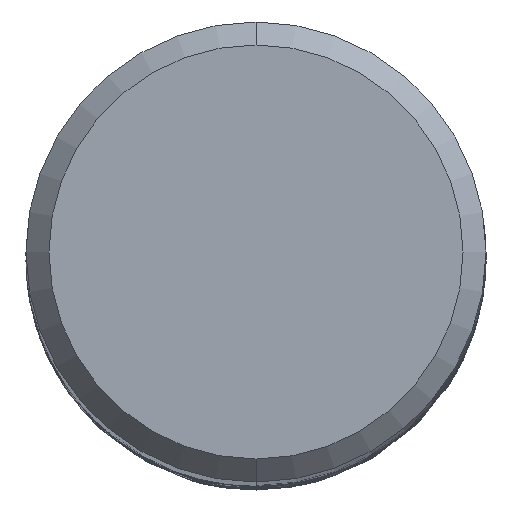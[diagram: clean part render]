
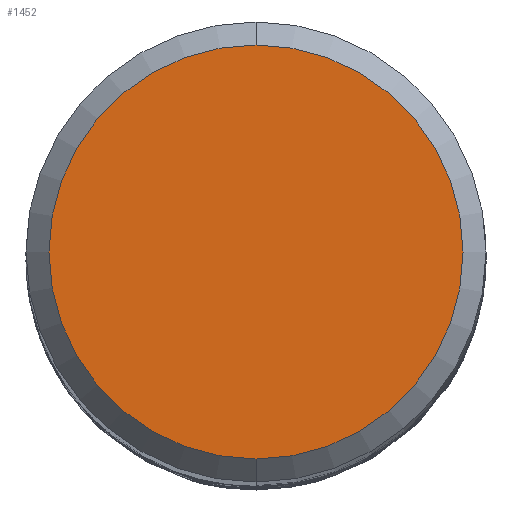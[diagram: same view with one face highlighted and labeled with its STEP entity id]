
A CAD part, top view. The second image highlights one B-rep face of the part: STEP entity #1452.
In plain terms, the highlighted planar face has unit normal (0, 0, 1).
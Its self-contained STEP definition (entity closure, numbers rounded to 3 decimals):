
#860=EDGE_CURVE('',#890,#1702,#2088,.T.);
#890=VERTEX_POINT('',#2122);
#1284=EDGE_CURVE('',#1702,#890,#2557,.T.);
#1452=ADVANCED_FACE('',(#2737),#2738,.T.);
#1702=VERTEX_POINT('',#3002);
#2088=CIRCLE('',#7212,4.5);
#2122=CARTESIAN_POINT('',(0.0,4.5,0.0));
#2557=CIRCLE('',#14125,4.5);
#2737=FACE_OUTER_BOUND('',#15824,.T.);
#2738=PLANE('',#15825);
#3002=CARTESIAN_POINT('',(0.,-4.5,0.0));
#7212=AXIS2_PLACEMENT_3D('',#21605,#21606,#21607);
#14125=AXIS2_PLACEMENT_3D('',#22109,#22110,#22111);
#15824=EDGE_LOOP('',(#22291,#22292));
#15825=AXIS2_PLACEMENT_3D('',#22293,#22294,#22295);
#21605=CARTESIAN_POINT('',(0.0,0.0,0.0));
#21606=DIRECTION('',(0.0,0.0,-1.0));
#21607=DIRECTION('',(0.0,1.0,0.0));
#22109=CARTESIAN_POINT('',(0.0,0.0,0.0));
#22110=DIRECTION('',(0.0,0.0,-1.0));
#22111=DIRECTION('',(0.0,1.0,0.0));
#22291=ORIENTED_EDGE('',*,*,#860,.F.);
#22292=ORIENTED_EDGE('',*,*,#1284,.F.);
#22293=CARTESIAN_POINT('',(0.0,2.25,0.0));
#22294=DIRECTION('',(-0.0,0.0,1.0));
#22295=DIRECTION('',(0.0,-1.0,0.0));
